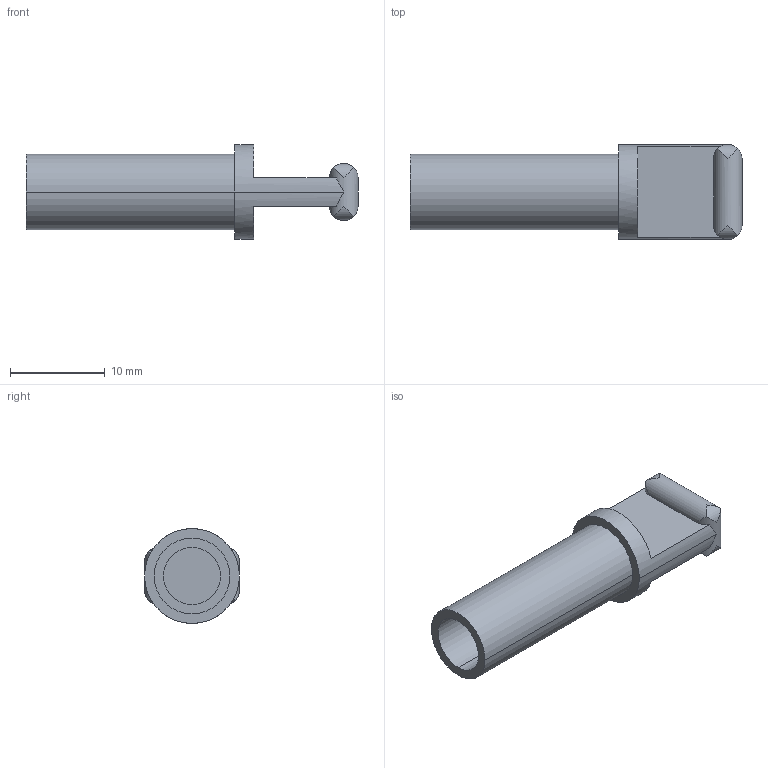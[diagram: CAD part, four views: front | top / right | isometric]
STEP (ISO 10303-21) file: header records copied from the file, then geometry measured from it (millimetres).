
FILE_DESCRIPTION(('STEP AP214'),'1');
FILE_NAME('3126_08_00.stp','2016-07-07T14:15:02',('TraceParts'),('TraceParts S.A.'),'Spatial InterOp 3D',' ',' ');
FILE_SCHEMA(('automotive_design'));
Length unit declared in the file: millimetre
Products named in the file (1): 1
Bounding box: 35 x 10 x 10 mm (x, y, z)
Volume: 1071.5 mm3; surface area: 1474 mm2
Topology: 1 solids, 1 shells, 22 faces, 62 edges, 44 vertices
Faces by surface type: cylinder 14, plane 8
Entity records: 793 total; most frequent: CARTESIAN_POINT 165, DIRECTION 144, ORIENTED_EDGE 124, AXIS2_PLACEMENT_3D 63, EDGE_CURVE 62, VERTEX_POINT 44, EDGE_LOOP 24, ELLIPSE 24
